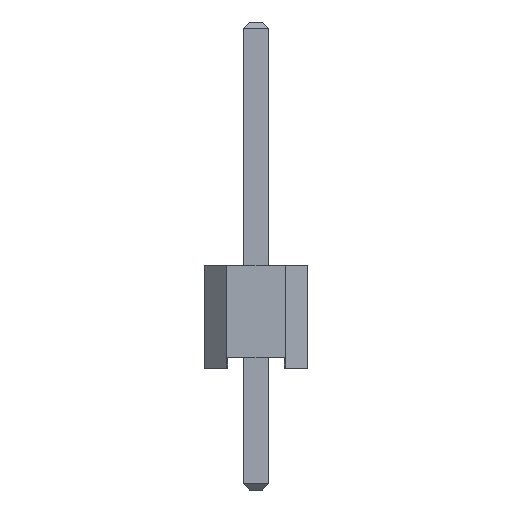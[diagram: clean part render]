
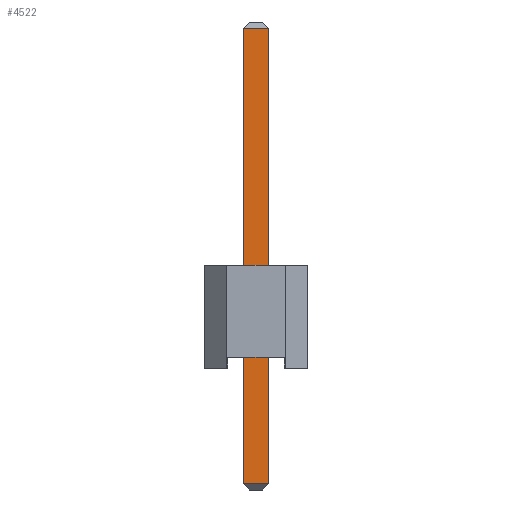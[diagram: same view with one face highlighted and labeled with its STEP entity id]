
A CAD part, left-side view. The second image highlights one B-rep face of the part: STEP entity #4522.
In plain terms, the highlighted planar face has unit normal (-1, 0, 0).
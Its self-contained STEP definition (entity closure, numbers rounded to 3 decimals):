
#82=FACE_OUTER_BOUND('',#362,.T.);
#362=EDGE_LOOP('',(#3053,#3054,#3055,#3056));
#653=LINE('',#6377,#1293);
#667=LINE('',#6403,#1307);
#678=LINE('',#6426,#1318);
#680=LINE('',#6429,#1320);
#1293=VECTOR('',#5162,10.);
#1307=VECTOR('',#5184,10.);
#1318=VECTOR('',#5207,10.);
#1320=VECTOR('',#5211,10.);
#1921=VERTEX_POINT('',#6375);
#1922=VERTEX_POINT('',#6376);
#1930=VERTEX_POINT('',#6401);
#1934=VERTEX_POINT('',#6414);
#2333=EDGE_CURVE('',#1921,#1922,#653,.T.);
#2347=EDGE_CURVE('',#1921,#1930,#667,.T.);
#2358=EDGE_CURVE('',#1934,#1930,#678,.T.);
#2360=EDGE_CURVE('',#1922,#1934,#680,.T.);
#3053=ORIENTED_EDGE('',*,*,#2333,.F.);
#3054=ORIENTED_EDGE('',*,*,#2347,.T.);
#3055=ORIENTED_EDGE('',*,*,#2358,.F.);
#3056=ORIENTED_EDGE('',*,*,#2360,.F.);
#4242=PLANE('',#4836);
#4522=ADVANCED_FACE('',(#82),#4242,.T.);
#4836=AXIS2_PLACEMENT_3D('',#6428,#5209,#5210);
#5162=DIRECTION('',(0.,1.,0.));
#5184=DIRECTION('',(0.,0.,1.));
#5207=DIRECTION('',(0.,-1.,0.));
#5209=DIRECTION('center_axis',(-1.,0.,0.));
#5210=DIRECTION('ref_axis',(0.,-1.,0.));
#5211=DIRECTION('',(0.,0.,1.));
#6375=CARTESIAN_POINT('',(-11.75,-0.32,-2.8));
#6376=CARTESIAN_POINT('',(-11.75,0.32,-2.8));
#6377=CARTESIAN_POINT('',(-11.75,0.16,-2.8));
#6401=CARTESIAN_POINT('',(-11.75,-0.32,8.44));
#6403=CARTESIAN_POINT('',(-11.75,-0.32,-2.95));
#6414=CARTESIAN_POINT('',(-11.75,0.32,8.44));
#6426=CARTESIAN_POINT('',(-11.75,0.16,8.44));
#6428=CARTESIAN_POINT('Origin',(-11.75,0.32,-2.95));
#6429=CARTESIAN_POINT('',(-11.75,0.32,-2.95));
